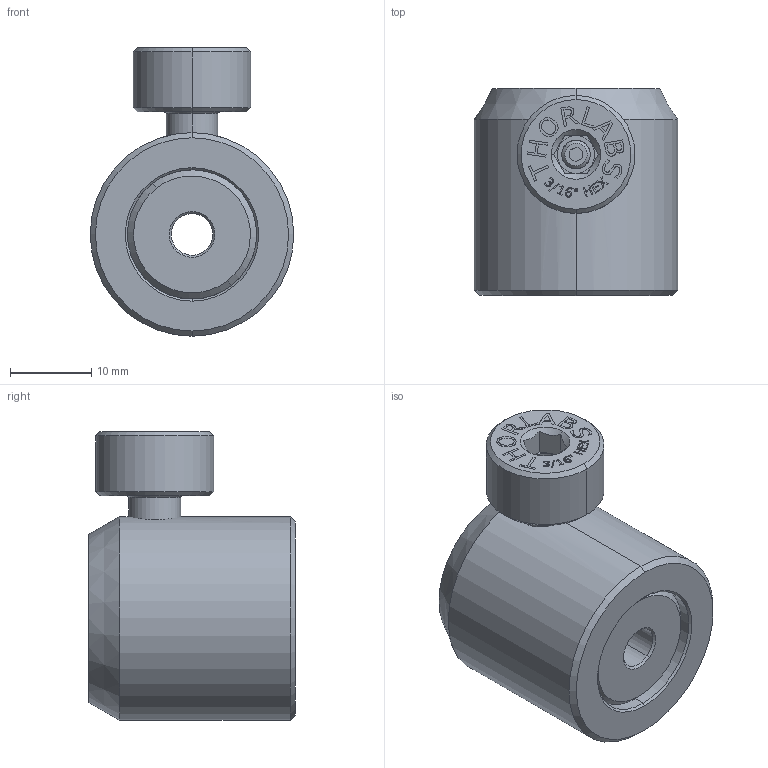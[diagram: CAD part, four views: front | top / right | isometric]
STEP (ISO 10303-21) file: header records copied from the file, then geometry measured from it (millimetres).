
FILE_DESCRIPTION (( 'STEP AP214' ), '1' );
FILE_NAME ('0489-E0W.STEP', '2013-08-15T20:40:42', ( '' ), ( '' ), 'SwSTEP 2.0', 'SolidWorks 2012', '' );
FILE_SCHEMA (( 'AUTOMOTIVE_DESIGN' ));
Length unit declared in the file: inch
Products named in the file (1): 0489-E0W
Bounding box: 25 x 25.4 x 35.41 mm (x, y, z)
Volume: 10641.3 mm3; surface area: 5594.2 mm2
Topology: 6 solids, 6 shells, 362 faces, 932 edges, 608 vertices
Faces by surface type: plane 188, bspline 89, cylinder 49, cone 32, torus 2, sphere 2
Entity records: 20360 total; most frequent: CARTESIAN_POINT 7438, ORIENTED_EDGE 1852, DIRECTION 1337, EDGE_CURVE 926, VERTEX_POINT 606, VECTOR 597, LINE 597, EDGE_LOOP 400
